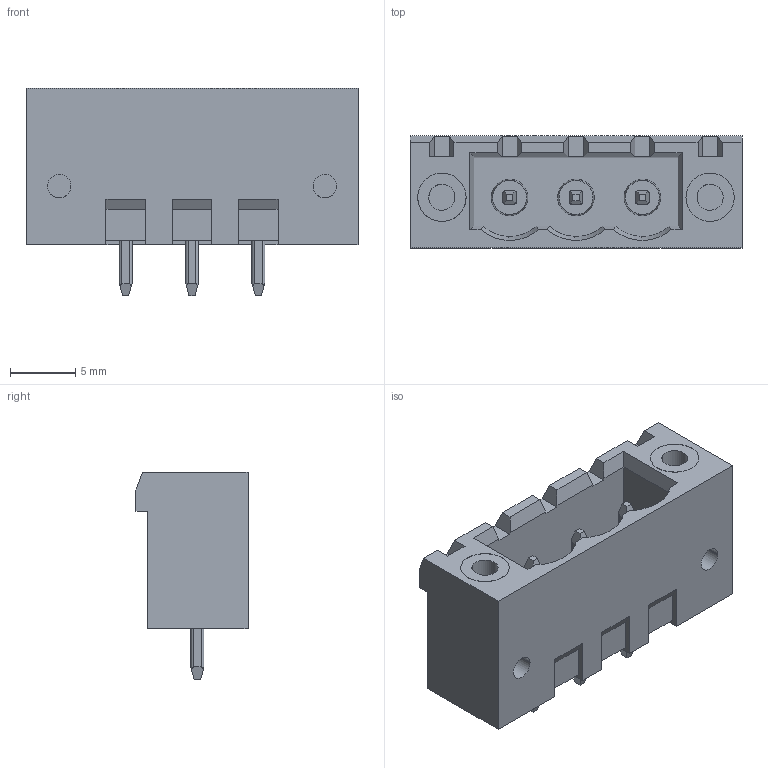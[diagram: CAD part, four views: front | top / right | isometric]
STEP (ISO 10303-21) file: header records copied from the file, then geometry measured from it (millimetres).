
FILE_DESCRIPTION(('STEP AP214'),'1');
FILE_NAME('cctmp_9FD5F27D-31B9-4EF1-A31F-03F8B9DBE2A5_2023_02_06_09_58_18_0922_8284..stp','2023-02-06T09:58:19',('PHOENIX CONTACT Deutschland GmbH'),('CADClick - www.CADClick.com'),'Spatial InterOp 3D',' ','unknown authorization');
FILE_SCHEMA(('AUTOMOTIVE_DESIGN'));
Length unit declared in the file: millimetre
Products named in the file (7): 2023_02_06_09_58_18_0625; 2023_02_06_09_58_18_0922; 2023_02_06_09_58_18_0907; 2023_02_06_09_58_18_0891; 2023_02_06_09_58_18_0875; 2023_02_06_09_58_18_0860; 2023_02_06_09_58_18_0828
Assembly tree (6 placements, depth 2):
  2023_02_06_09_58_18_0625
    2023_02_06_09_58_18_0922
    2023_02_06_09_58_18_0907
    2023_02_06_09_58_18_0891
    2023_02_06_09_58_18_0875
    2023_02_06_09_58_18_0860
    2023_02_06_09_58_18_0828
Bounding box: 25.4 x 8.57 x 15.9 mm (x, y, z)
Volume: 1542.7 mm3; surface area: 2314 mm2
Topology: 6 solids, 6 shells, 563 faces, 1584 edges, 1051 vertices
Faces by surface type: plane 409, cylinder 132, cone 16, sphere 6
Entity records: 36296 total; most frequent: CARTESIAN_POINT 4983, ORIENTED_EDGE 3156, STYLED_ITEM 2960, PRESENTATION_STYLE_ASSIGNMENT 2960, COLOUR_RGB 2960, DIRECTION 2901, EDGE_CURVE 1578, CURVE_STYLE 1494
